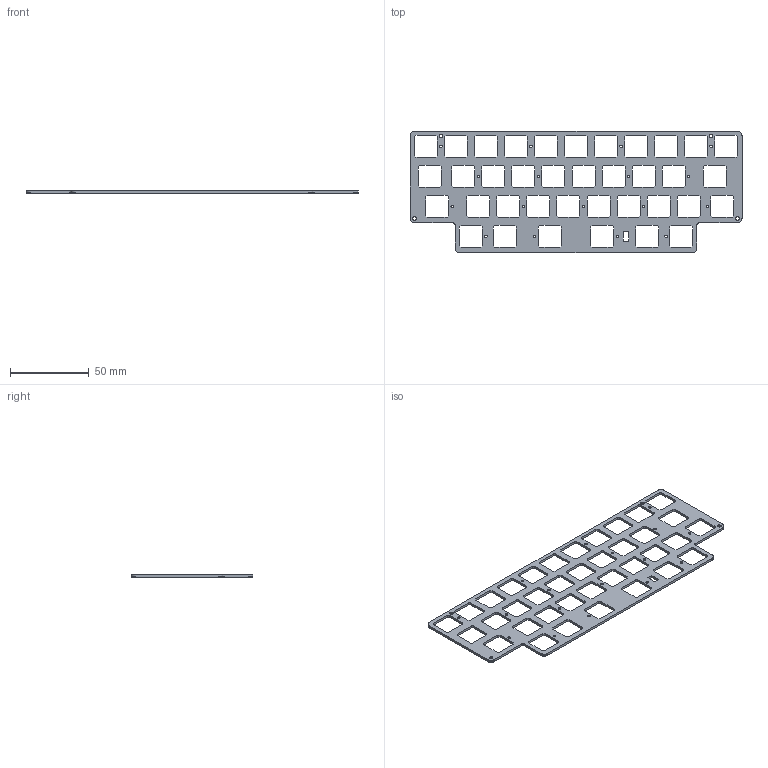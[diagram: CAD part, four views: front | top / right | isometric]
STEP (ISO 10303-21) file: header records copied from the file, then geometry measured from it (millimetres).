
FILE_DESCRIPTION(('KiCad electronic assembly'),'2;1');
FILE_NAME('travaulta plate V3.step','2024-08-04T20:21:41',('Pcbnew'),( 'Kicad'),'Open CASCADE STEP processor 7.6','KiCad to STEP converter' ,'Unknown');
FILE_SCHEMA(('AUTOMOTIVE_DESIGN { 1 0 10303 214 1 1 1 1 }'));
Length unit declared in the file: millimetre
Products named in the file (2): travaulta plate V3 1; PCB
Assembly tree (1 placements, depth 2):
  travaulta plate V3 1
    PCB
Bounding box: 210.7 x 77.35 x 1.57 mm (x, y, z)
Volume: 11988.2 mm3; surface area: 19558.3 mm2
Topology: 1 solids, 1 shells, 1024 faces, 3066 edges, 2044 vertices
Faces by surface type: plane 1024
Entity records: 73891 total; most frequent: CARTESIAN_POINT 12268, DIRECTION 11250, LINE 9198, VECTOR 9198, ORIENTED_EDGE 6132, PCURVE 6132, DEFINITIONAL_REPRESENTATION 6132, EDGE_CURVE 3066
